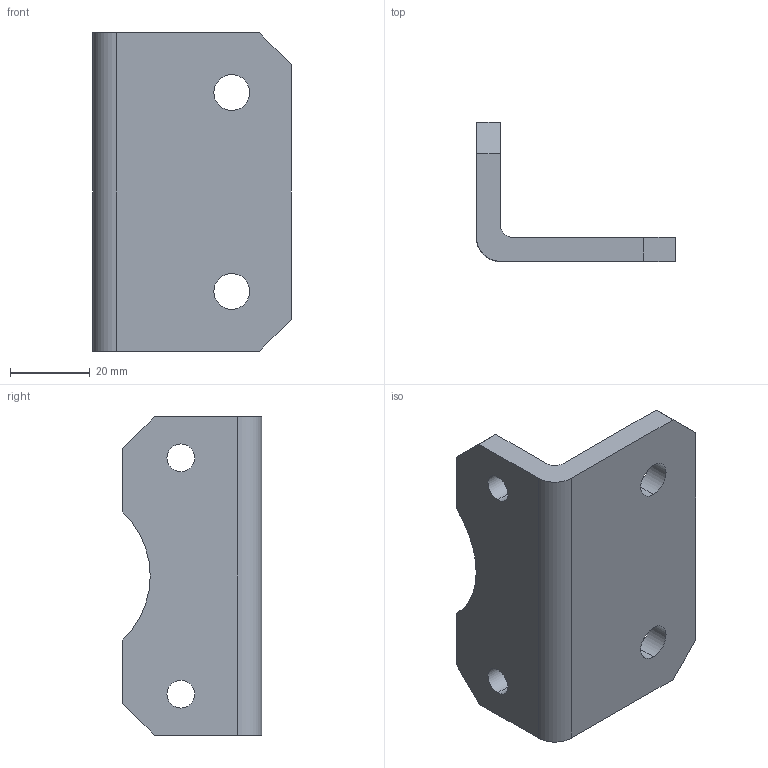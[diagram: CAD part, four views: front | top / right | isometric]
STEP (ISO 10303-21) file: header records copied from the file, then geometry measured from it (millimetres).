
FILE_DESCRIPTION (( 'STEP AP214' ), '1' );
FILE_NAME ('63 AB-FM.STEP', '2010-08-10T11:38:38', ( '' ), ( '' ), 'SwSTEP 2.0', 'SolidWorks 2010', '' );
FILE_SCHEMA (( 'AUTOMOTIVE_DESIGN' ));
Length unit declared in the file: millimetre
Products named in the file (1): 63   AB-FM
Bounding box: 50 x 35 x 80 mm (x, y, z)
Volume: 34528.8 mm3; surface area: 13765.7 mm2
Topology: 1 solids, 1 shells, 24 faces, 66 edges, 44 vertices
Faces by surface type: plane 13, cylinder 11
Entity records: 822 total; most frequent: DIRECTION 138, CARTESIAN_POINT 135, ORIENTED_EDGE 132, EDGE_CURVE 66, AXIS2_PLACEMENT_3D 47, VECTOR 44, LINE 44, VERTEX_POINT 44
